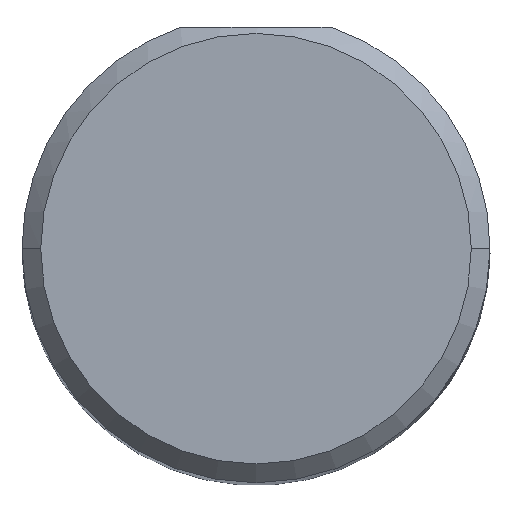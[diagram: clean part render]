
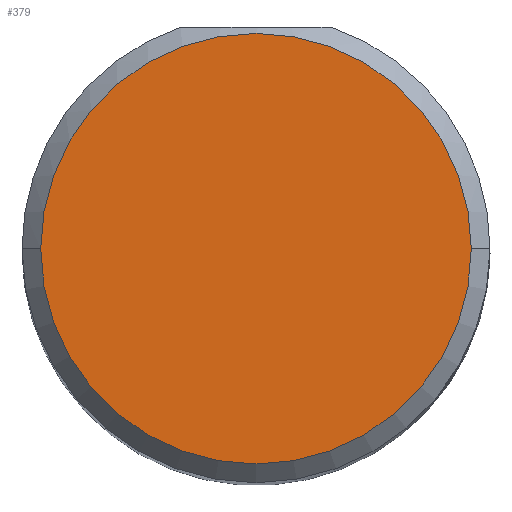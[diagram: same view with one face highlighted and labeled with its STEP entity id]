
A CAD part, top view. The second image highlights one B-rep face of the part: STEP entity #379.
In plain terms, the highlighted planar face has unit normal (0, 0, 1).
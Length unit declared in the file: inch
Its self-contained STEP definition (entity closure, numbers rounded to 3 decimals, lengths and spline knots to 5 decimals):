
#9 = DIRECTION ( 'NONE',  ( 0., 0., 1. ) ) ;
#57 = CARTESIAN_POINT ( 'NONE',  ( 0., 0., 2.5 ) ) ;
#65 = PLANE ( 'NONE',  #326 ) ;
#67 = FACE_OUTER_BOUND ( 'NONE', #262, .T. ) ;
#95 = DIRECTION ( 'NONE',  ( 0., 0., 1. ) ) ;
#130 = AXIS2_PLACEMENT_3D ( 'NONE', #184, #132, #337 ) ;
#132 = DIRECTION ( 'NONE',  ( 0., 0., 1. ) ) ;
#133 = VERTEX_POINT ( 'NONE', #431 ) ;
#184 = CARTESIAN_POINT ( 'NONE',  ( 0., 0., 2.5 ) ) ;
#226 = EDGE_CURVE ( 'NONE', #133, #463, #271, .T. ) ;
#231 = ORIENTED_EDGE ( 'NONE', *, *, #647, .T. ) ;
#237 = DIRECTION ( 'NONE',  ( 1., 0., 0. ) ) ;
#262 = EDGE_LOOP ( 'NONE', ( #617, #231 ) ) ;
#263 = CIRCLE ( 'NONE', #632, 0.1725 ) ;
#271 = CIRCLE ( 'NONE', #130, 0.1725 ) ;
#326 = AXIS2_PLACEMENT_3D ( 'NONE', #57, #9, #416 ) ;
#337 = DIRECTION ( 'NONE',  ( 1., 0., 0. ) ) ;
#379 = ADVANCED_FACE ( 'NONE', ( #67 ), #65, .T. ) ;
#416 = DIRECTION ( 'NONE',  ( 1., 0., 0. ) ) ;
#431 = CARTESIAN_POINT ( 'NONE',  ( -0.1725, 0., 2.5 ) ) ;
#463 = VERTEX_POINT ( 'NONE', #621 ) ;
#617 = ORIENTED_EDGE ( 'NONE', *, *, #226, .T. ) ;
#621 = CARTESIAN_POINT ( 'NONE',  ( 0.1725, 0., 2.5 ) ) ;
#632 = AXIS2_PLACEMENT_3D ( 'NONE', #657, #95, #237 ) ;
#647 = EDGE_CURVE ( 'NONE', #463, #133, #263, .T. ) ;
#657 = CARTESIAN_POINT ( 'NONE',  ( 0., 0., 2.5 ) ) ;
